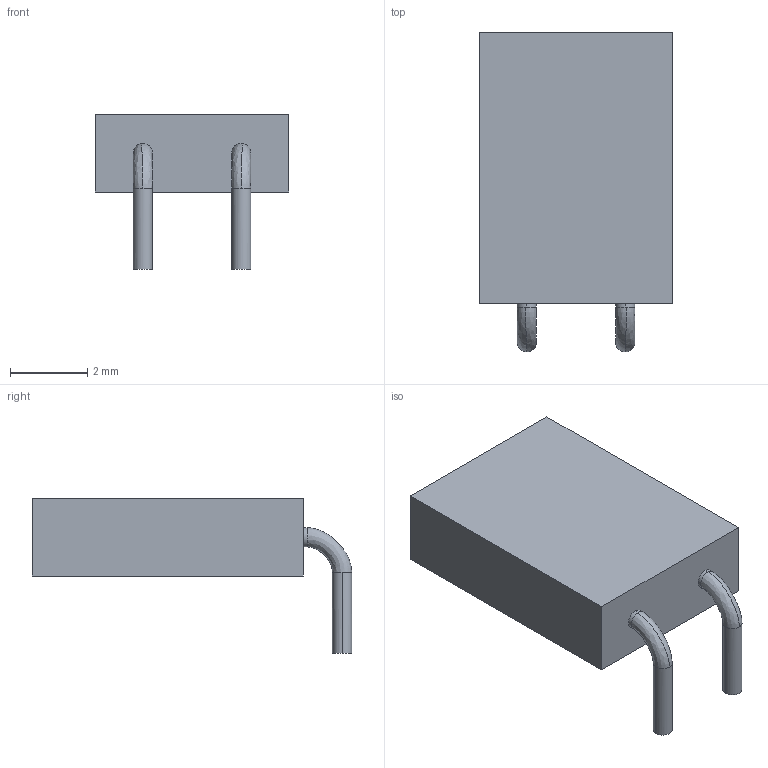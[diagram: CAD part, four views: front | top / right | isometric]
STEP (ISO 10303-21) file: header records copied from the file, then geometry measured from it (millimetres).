
FILE_DESCRIPTION (( 'STEP AP214' ), '1' );
FILE_NAME ('LEDsquareGreen.STEP', '2023-08-23T06:52:46', ( '' ), ( '' ), 'SwSTEP 2.0', 'SolidWorks 2019', '' );
FILE_SCHEMA (( 'AUTOMOTIVE_DESIGN' ));
Length unit declared in the file: millimetre
Products named in the file (1): LEDsquareGreen
Bounding box: 5 x 8.25 x 4 mm (x, y, z)
Volume: 71.4 mm3; surface area: 130 mm2
Topology: 3 solids, 3 shells, 22 faces, 48 edges, 32 vertices
Faces by surface type: plane 10, cylinder 8, bspline 4
Entity records: 990 total; most frequent: CARTESIAN_POINT 493, ORIENTED_EDGE 96, DIRECTION 74, EDGE_CURVE 48, VERTEX_POINT 32, AXIS2_PLACEMENT_3D 27, ADVANCED_FACE 22, FACE_OUTER_BOUND 22
